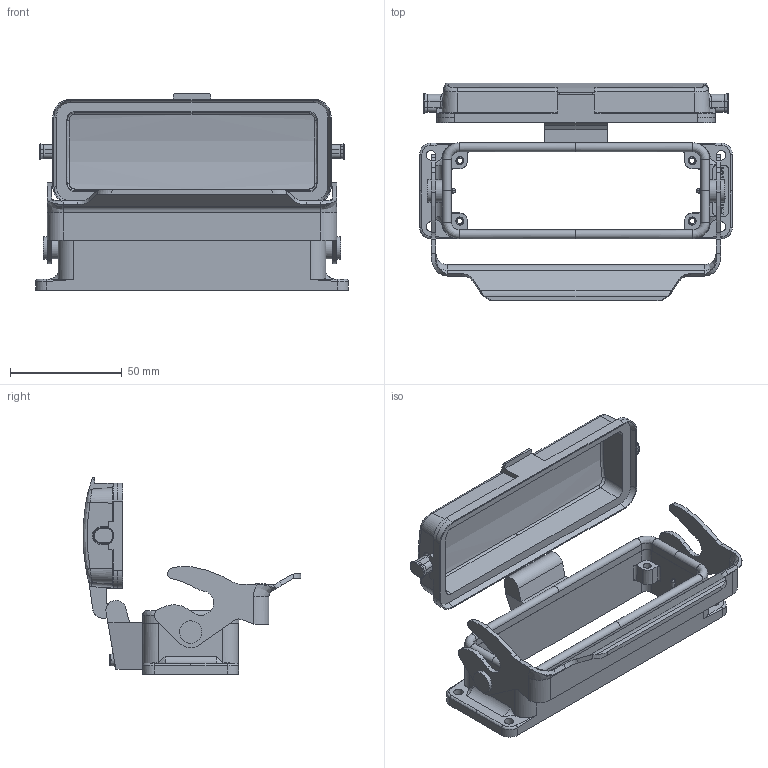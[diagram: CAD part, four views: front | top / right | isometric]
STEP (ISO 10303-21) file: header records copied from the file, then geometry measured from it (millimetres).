
FILE_DESCRIPTION(/* description */ (''),/* implementation_level */ '2;1');
FILE_NAME(/* name */ 'c146 10f024 003 1_c3d.stp',/* time_stamp */ '2018-08-22T08:24:54+02:00',/* author */ (''),/* organization */ (''),/* preprocessor_version */ 'ST-DEVELOPER v16',/* originating_system */ 'SIEMENS PLM Software NX 11.0',/* authorisation */ '');
FILE_SCHEMA (('AUTOMOTIVE_DESIGN { 1 0 10303 214 3 1 1 1 }'));
Length unit declared in the file: millimetre
Products named in the file (1): c146 10f024 003 1nxm001-02
Bounding box: 140 x 97.48 x 88.15 mm (x, y, z)
Volume: 86397.3 mm3; surface area: 57634.3 mm2
Topology: 3 solids, 3 shells, 686 faces, 1826 edges, 1158 vertices
Faces by surface type: plane 283, bspline 236, cylinder 145, cone 12, torus 4, revolution 4, sphere 2
Full cylindrical faces by diameter (mm): 2.5 x4, 4.3 x4, 10 x4
Entity records: 28423 total; most frequent: CARTESIAN_POINT 8118, ORIENTED_EDGE 3558, DIRECTION 2867, EDGE_CURVE 1779, VERTEX_POINT 1147, AXIS2_PLACEMENT_3D 955, LINE 953, VECTOR 953
